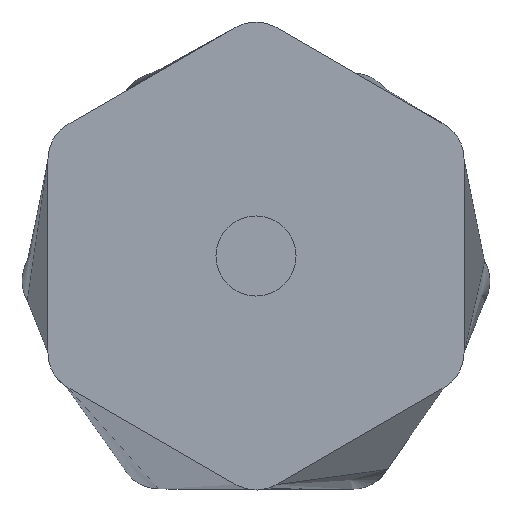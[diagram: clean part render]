
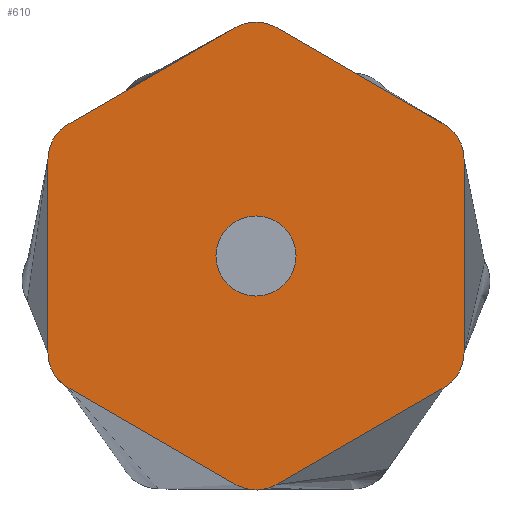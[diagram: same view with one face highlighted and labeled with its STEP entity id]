
A CAD part, top view. The second image highlights one B-rep face of the part: STEP entity #610.
In plain terms, the highlighted planar face has unit normal (0, 0, 1).
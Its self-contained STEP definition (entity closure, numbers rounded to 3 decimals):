
#427=CARTESIAN_POINT('',(0.,0.,180.));
#428=DIRECTION('',(0.,0.,1.));
#429=DIRECTION('',(1.,0.,0.));
#430=AXIS2_PLACEMENT_3D('',#427,#428,#429);
#431=PLANE('',#430);
#432=CARTESIAN_POINT('',(-2.,-2.598,180.));
#433=VERTEX_POINT('',#432);
#434=CARTESIAN_POINT('',(-1.,-2.598,180.));
#435=VERTEX_POINT('',#434);
#436=CARTESIAN_POINT('',(-1.5,-2.598,180.));
#437=DIRECTION('',(0.,0.,1.));
#438=DIRECTION('',(1.,0.,-0.));
#439=AXIS2_PLACEMENT_3D('',#436,#437,#438);
#440=CIRCLE('',#439,0.5);
#441=EDGE_CURVE('',#433,#435,#440,.T.);
#442=ORIENTED_EDGE('',*,*,#441,.F.);
#443=CARTESIAN_POINT('',(-1.5,-2.598,180.));
#444=DIRECTION('',(0.,0.,1.));
#445=DIRECTION('',(1.,0.,-0.));
#446=AXIS2_PLACEMENT_3D('',#443,#444,#445);
#447=CIRCLE('',#446,0.5);
#448=EDGE_CURVE('',#435,#433,#447,.T.);
#449=ORIENTED_EDGE('',*,*,#448,.F.);
#450=EDGE_LOOP('',(#442,#449));
#451=FACE_BOUND('',#450,.T.);
#452=CARTESIAN_POINT('',(-3.848,-4.242,180.));
#453=VERTEX_POINT('',#452);
#454=CARTESIAN_POINT('',(-1.75,-5.454,180.));
#455=VERTEX_POINT('',#454);
#456=CARTESIAN_POINT('',(-3.848,-4.242,180.));
#457=DIRECTION('',(0.866,-0.5,0.));
#458=VECTOR('',#457,2.423);
#459=LINE('',#456,#458);
#460=EDGE_CURVE('',#453,#455,#459,.T.);
#461=ORIENTED_EDGE('',*,*,#460,.T.);
#462=CARTESIAN_POINT('',(-1.25,-5.454,180.));
#463=VERTEX_POINT('',#462);
#464=CARTESIAN_POINT('',(-1.75,-5.454,180.));
#465=CARTESIAN_POINT('',(-1.712,-5.476,180.));
#466=CARTESIAN_POINT('',(-1.672,-5.492,180.));
#467=CARTESIAN_POINT('',(-1.629,-5.504,180.));
#468=CARTESIAN_POINT('',(-1.587,-5.515,180.));
#469=CARTESIAN_POINT('',(-1.543,-5.521,180.));
#470=CARTESIAN_POINT('',(-1.5,-5.521,180.));
#471=CARTESIAN_POINT('',(-1.456,-5.521,180.));
#472=CARTESIAN_POINT('',(-1.412,-5.515,180.));
#473=CARTESIAN_POINT('',(-1.37,-5.504,180.));
#474=CARTESIAN_POINT('',(-1.328,-5.492,180.));
#475=CARTESIAN_POINT('',(-1.288,-5.476,180.));
#476=CARTESIAN_POINT('',(-1.25,-5.454,180.));
#477=B_SPLINE_CURVE_WITH_KNOTS('',3,(#464,#465,#466,#467,#468,#469,#470,#471,#472,#473,#474,#475,#476),.UNSPECIFIED.,.F.,.F.,(4,3,3,3,4),(0.,0.,0.,0.,0.001),.UNSPECIFIED.);
#478=EDGE_CURVE('',#455,#463,#477,.T.);
#479=ORIENTED_EDGE('',*,*,#478,.T.);
#480=CARTESIAN_POINT('',(0.848,-4.242,180.));
#481=VERTEX_POINT('',#480);
#482=CARTESIAN_POINT('',(-1.25,-5.454,180.));
#483=DIRECTION('',(0.866,0.5,0.));
#484=VECTOR('',#483,2.423);
#485=LINE('',#482,#484);
#486=EDGE_CURVE('',#463,#481,#485,.T.);
#487=ORIENTED_EDGE('',*,*,#486,.T.);
#488=CARTESIAN_POINT('',(1.098,-3.809,180.));
#489=VERTEX_POINT('',#488);
#490=CARTESIAN_POINT('',(0.848,-4.242,180.));
#491=CARTESIAN_POINT('',(0.886,-4.22,180.));
#492=CARTESIAN_POINT('',(0.921,-4.194,180.));
#493=CARTESIAN_POINT('',(0.952,-4.163,180.));
#494=CARTESIAN_POINT('',(0.982,-4.132,180.));
#495=CARTESIAN_POINT('',(1.009,-4.097,180.));
#496=CARTESIAN_POINT('',(1.031,-4.059,180.));
#497=CARTESIAN_POINT('',(1.053,-4.022,180.));
#498=CARTESIAN_POINT('',(1.07,-3.98,180.));
#499=CARTESIAN_POINT('',(1.081,-3.938,180.));
#500=CARTESIAN_POINT('',(1.092,-3.896,180.));
#501=CARTESIAN_POINT('',(1.098,-3.853,180.));
#502=CARTESIAN_POINT('',(1.098,-3.809,180.));
#503=B_SPLINE_CURVE_WITH_KNOTS('',3,(#490,#491,#492,#493,#494,#495,#496,#497,#498,#499,#500,#501,#502),.UNSPECIFIED.,.F.,.F.,(4,3,3,3,4),(0.,0.,0.,0.,0.001),.UNSPECIFIED.);
#504=EDGE_CURVE('',#481,#489,#503,.T.);
#505=ORIENTED_EDGE('',*,*,#504,.T.);
#506=CARTESIAN_POINT('',(1.098,-1.387,180.));
#507=VERTEX_POINT('',#506);
#508=CARTESIAN_POINT('',(1.098,-3.809,180.));
#509=DIRECTION('',(0.,1.,0.));
#510=VECTOR('',#509,2.423);
#511=LINE('',#508,#510);
#512=EDGE_CURVE('',#489,#507,#511,.T.);
#513=ORIENTED_EDGE('',*,*,#512,.T.);
#514=CARTESIAN_POINT('',(0.848,-0.954,180.));
#515=VERTEX_POINT('',#514);
#516=CARTESIAN_POINT('',(1.098,-1.387,180.));
#517=CARTESIAN_POINT('',(1.098,-1.343,180.));
#518=CARTESIAN_POINT('',(1.092,-1.3,180.));
#519=CARTESIAN_POINT('',(1.081,-1.257,180.));
#520=CARTESIAN_POINT('',(1.07,-1.215,180.));
#521=CARTESIAN_POINT('',(1.053,-1.174,180.));
#522=CARTESIAN_POINT('',(1.031,-1.137,180.));
#523=CARTESIAN_POINT('',(1.009,-1.099,180.));
#524=CARTESIAN_POINT('',(0.982,-1.064,180.));
#525=CARTESIAN_POINT('',(0.951,-1.033,180.));
#526=CARTESIAN_POINT('',(0.921,-1.002,180.));
#527=CARTESIAN_POINT('',(0.886,-0.976,180.));
#528=CARTESIAN_POINT('',(0.848,-0.954,180.));
#529=B_SPLINE_CURVE_WITH_KNOTS('',3,(#516,#517,#518,#519,#520,#521,#522,#523,#524,#525,#526,#527,#528),.UNSPECIFIED.,.F.,.F.,(4,3,3,3,4),(0.,0.,0.,0.,0.001),.UNSPECIFIED.);
#530=EDGE_CURVE('',#507,#515,#529,.T.);
#531=ORIENTED_EDGE('',*,*,#530,.T.);
#532=CARTESIAN_POINT('',(-1.25,0.258,180.));
#533=VERTEX_POINT('',#532);
#534=CARTESIAN_POINT('',(0.848,-0.954,180.));
#535=DIRECTION('',(-0.866,0.5,0.));
#536=VECTOR('',#535,2.423);
#537=LINE('',#534,#536);
#538=EDGE_CURVE('',#515,#533,#537,.T.);
#539=ORIENTED_EDGE('',*,*,#538,.T.);
#540=CARTESIAN_POINT('',(-1.75,0.258,180.));
#541=VERTEX_POINT('',#540);
#542=CARTESIAN_POINT('',(-1.25,0.258,180.));
#543=CARTESIAN_POINT('',(-1.288,0.28,180.));
#544=CARTESIAN_POINT('',(-1.328,0.296,180.));
#545=CARTESIAN_POINT('',(-1.371,0.308,180.));
#546=CARTESIAN_POINT('',(-1.413,0.319,180.));
#547=CARTESIAN_POINT('',(-1.457,0.325,180.));
#548=CARTESIAN_POINT('',(-1.5,0.325,180.));
#549=CARTESIAN_POINT('',(-1.544,0.325,180.));
#550=CARTESIAN_POINT('',(-1.588,0.319,180.));
#551=CARTESIAN_POINT('',(-1.63,0.307,180.));
#552=CARTESIAN_POINT('',(-1.672,0.296,180.));
#553=CARTESIAN_POINT('',(-1.712,0.28,180.));
#554=CARTESIAN_POINT('',(-1.75,0.258,180.));
#555=B_SPLINE_CURVE_WITH_KNOTS('',3,(#542,#543,#544,#545,#546,#547,#548,#549,#550,#551,#552,#553,#554),.UNSPECIFIED.,.F.,.F.,(4,3,3,3,4),(0.,0.,0.,0.,0.001),.UNSPECIFIED.);
#556=EDGE_CURVE('',#533,#541,#555,.T.);
#557=ORIENTED_EDGE('',*,*,#556,.T.);
#558=CARTESIAN_POINT('',(-3.848,-0.954,180.));
#559=VERTEX_POINT('',#558);
#560=CARTESIAN_POINT('',(-1.75,0.258,180.));
#561=DIRECTION('',(-0.866,-0.5,0.));
#562=VECTOR('',#561,2.423);
#563=LINE('',#560,#562);
#564=EDGE_CURVE('',#541,#559,#563,.T.);
#565=ORIENTED_EDGE('',*,*,#564,.T.);
#566=CARTESIAN_POINT('',(-4.098,-1.387,180.));
#567=VERTEX_POINT('',#566);
#568=CARTESIAN_POINT('',(-3.848,-0.954,180.));
#569=CARTESIAN_POINT('',(-3.886,-0.976,180.));
#570=CARTESIAN_POINT('',(-3.921,-1.002,180.));
#571=CARTESIAN_POINT('',(-3.952,-1.033,180.));
#572=CARTESIAN_POINT('',(-3.982,-1.064,180.));
#573=CARTESIAN_POINT('',(-4.009,-1.099,180.));
#574=CARTESIAN_POINT('',(-4.031,-1.137,180.));
#575=CARTESIAN_POINT('',(-4.053,-1.175,180.));
#576=CARTESIAN_POINT('',(-4.07,-1.216,180.));
#577=CARTESIAN_POINT('',(-4.081,-1.258,180.));
#578=CARTESIAN_POINT('',(-4.092,-1.3,180.));
#579=CARTESIAN_POINT('',(-4.098,-1.343,180.));
#580=CARTESIAN_POINT('',(-4.098,-1.387,180.));
#581=B_SPLINE_CURVE_WITH_KNOTS('',3,(#568,#569,#570,#571,#572,#573,#574,#575,#576,#577,#578,#579,#580),.UNSPECIFIED.,.F.,.F.,(4,3,3,3,4),(0.,0.,0.,0.,0.001),.UNSPECIFIED.);
#582=EDGE_CURVE('',#559,#567,#581,.T.);
#583=ORIENTED_EDGE('',*,*,#582,.T.);
#584=CARTESIAN_POINT('',(-4.098,-3.809,180.));
#585=VERTEX_POINT('',#584);
#586=CARTESIAN_POINT('',(-4.098,-1.387,180.));
#587=DIRECTION('',(0.,-1.,0.));
#588=VECTOR('',#587,2.423);
#589=LINE('',#586,#588);
#590=EDGE_CURVE('',#567,#585,#589,.T.);
#591=ORIENTED_EDGE('',*,*,#590,.T.);
#592=CARTESIAN_POINT('',(-4.098,-3.809,180.));
#593=CARTESIAN_POINT('',(-4.098,-3.853,180.));
#594=CARTESIAN_POINT('',(-4.092,-3.897,180.));
#595=CARTESIAN_POINT('',(-4.081,-3.939,180.));
#596=CARTESIAN_POINT('',(-4.07,-3.981,180.));
#597=CARTESIAN_POINT('',(-4.053,-4.022,180.));
#598=CARTESIAN_POINT('',(-4.031,-4.06,180.));
#599=CARTESIAN_POINT('',(-4.009,-4.097,180.));
#600=CARTESIAN_POINT('',(-3.982,-4.133,180.));
#601=CARTESIAN_POINT('',(-3.951,-4.163,180.));
#602=CARTESIAN_POINT('',(-3.921,-4.194,180.));
#603=CARTESIAN_POINT('',(-3.886,-4.22,180.));
#604=CARTESIAN_POINT('',(-3.848,-4.242,180.));
#605=B_SPLINE_CURVE_WITH_KNOTS('',3,(#592,#593,#594,#595,#596,#597,#598,#599,#600,#601,#602,#603,#604),.UNSPECIFIED.,.F.,.F.,(4,3,3,3,4),(0.,0.,0.,0.,0.001),.UNSPECIFIED.);
#606=EDGE_CURVE('',#585,#453,#605,.T.);
#607=ORIENTED_EDGE('',*,*,#606,.T.);
#608=EDGE_LOOP('',(#461,#479,#487,#505,#513,#531,#539,#557,#565,#583,#591,#607));
#609=FACE_BOUND('',#608,.T.);
#610=ADVANCED_FACE('',(#451,#609),#431,.T.);
